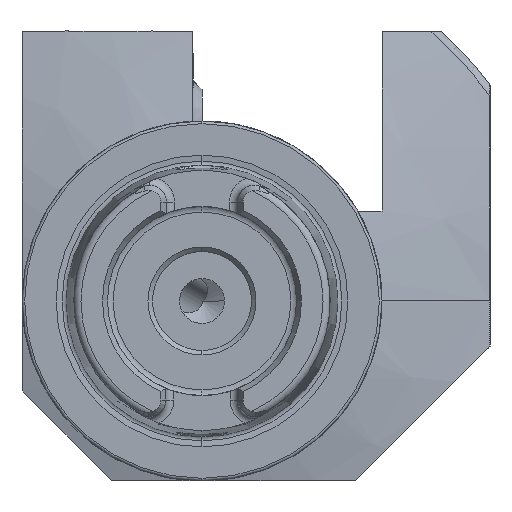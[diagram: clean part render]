
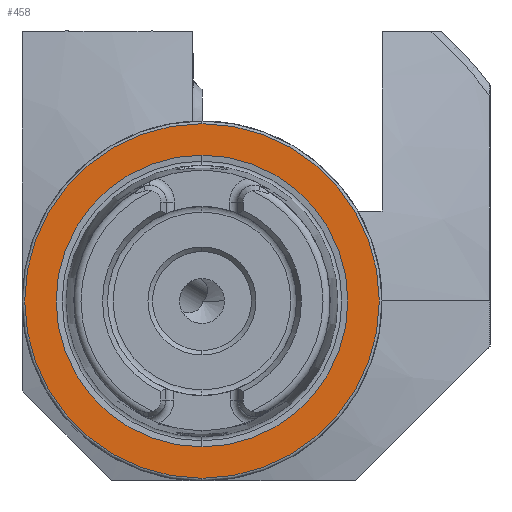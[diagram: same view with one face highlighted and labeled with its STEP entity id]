
A CAD part, left-side view. The second image highlights one B-rep face of the part: STEP entity #458.
In plain terms, the highlighted planar face has unit normal (-1, 0, 0).
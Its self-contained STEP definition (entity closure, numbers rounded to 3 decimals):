
#458 = ADVANCED_FACE ( 'NONE', ( #4781, #4779 ), #7697, .F. ) ;
#1449 = ORIENTED_EDGE ( 'NONE', *, *, #8894, .T. ) ;
#1450 = ORIENTED_EDGE ( 'NONE', *, *, #9184, .T. ) ;
#1451 = ORIENTED_EDGE ( 'NONE', *, *, #9188, .F. ) ;
#1452 = ORIENTED_EDGE ( 'NONE', *, *, #8893, .F. ) ;
#2290 = EDGE_LOOP ( 'NONE', ( #1450, #1449 ) ) ;
#2298 = EDGE_LOOP ( 'NONE', ( #1452, #1451 ) ) ;
#3052 = CARTESIAN_POINT ( 'NONE',  ( 0., 0., 0. ) ) ;
#3053 = DIRECTION ( 'NONE',  ( -1., 0., 0. ) ) ;
#3054 = DIRECTION ( 'NONE',  ( 0., 0., 1. ) ) ;
#3064 = CARTESIAN_POINT ( 'NONE',  ( 0., 0., 0. ) ) ;
#3065 = DIRECTION ( 'NONE',  ( -1., 0., 0. ) ) ;
#3066 = DIRECTION ( 'NONE',  ( 0., 0., 1. ) ) ;
#3717 = AXIS2_PLACEMENT_3D ( 'NONE', #7694, #7699, #7700 ) ;
#4296 = VERTEX_POINT ( 'NONE', #8668 ) ;
#4297 = VERTEX_POINT ( 'NONE', #8669 ) ;
#4299 = VERTEX_POINT ( 'NONE', #8671 ) ;
#4304 = VERTEX_POINT ( 'NONE', #8676 ) ;
#4779 = FACE_OUTER_BOUND ( 'NONE', #2290, .T. ) ;
#4781 = FACE_BOUND ( 'NONE', #2298, .T. ) ;
#5363 = AXIS2_PLACEMENT_3D ( 'NONE', #6814, #6815, #6816 ) ;
#5364 = AXIS2_PLACEMENT_3D ( 'NONE', #6818, #6819, #6820 ) ;
#5455 = AXIS2_PLACEMENT_3D ( 'NONE', #3052, #3053, #3054 ) ;
#5458 = AXIS2_PLACEMENT_3D ( 'NONE', #3064, #3065, #3066 ) ;
#5760 = CIRCLE ( 'NONE', #5363, 16.207 ) ;
#5761 = CIRCLE ( 'NONE', #5364, 19.7 ) ;
#6029 = CIRCLE ( 'NONE', #5455, 19.7 ) ;
#6033 = CIRCLE ( 'NONE', #5458, 16.207 ) ;
#6814 = CARTESIAN_POINT ( 'NONE',  ( 0., 0., 0. ) ) ;
#6815 = DIRECTION ( 'NONE',  ( -1., 0., 0. ) ) ;
#6816 = DIRECTION ( 'NONE',  ( 0., 0., 1. ) ) ;
#6818 = CARTESIAN_POINT ( 'NONE',  ( 0., 0., 0. ) ) ;
#6819 = DIRECTION ( 'NONE',  ( -1., 0., 0. ) ) ;
#6820 = DIRECTION ( 'NONE',  ( 0., 0., 1. ) ) ;
#7694 = CARTESIAN_POINT ( 'NONE',  ( 0., 19.7, 0. ) ) ;
#7697 = PLANE ( 'NONE',  #3717 ) ;
#7699 = DIRECTION ( 'NONE',  ( 1., 0., 0. ) ) ;
#7700 = DIRECTION ( 'NONE',  ( 0., 0., -1. ) ) ;
#8668 = CARTESIAN_POINT ( 'NONE',  ( 0., 0., -19.7 ) ) ;
#8669 = CARTESIAN_POINT ( 'NONE',  ( 0., 0., 19.7 ) ) ;
#8671 = CARTESIAN_POINT ( 'NONE',  ( 0., 0., 16.207 ) ) ;
#8676 = CARTESIAN_POINT ( 'NONE',  ( 0., 0., -16.207 ) ) ;
#8893 = EDGE_CURVE ( 'NONE', #4299, #4304, #5760, .T. ) ;
#8894 = EDGE_CURVE ( 'NONE', #4296, #4297, #5761, .T. ) ;
#9184 = EDGE_CURVE ( 'NONE', #4297, #4296, #6029, .T. ) ;
#9188 = EDGE_CURVE ( 'NONE', #4304, #4299, #6033, .T. ) ;
